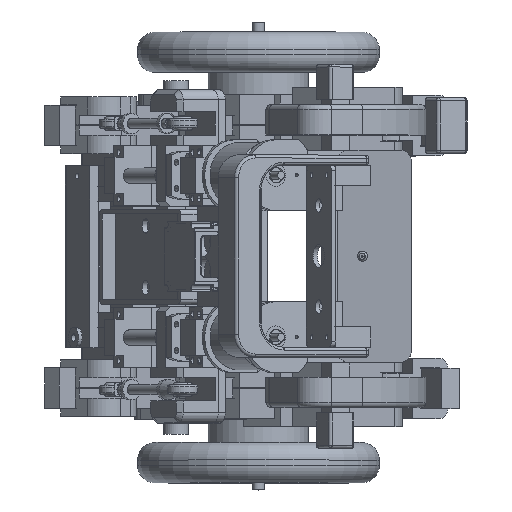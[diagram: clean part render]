
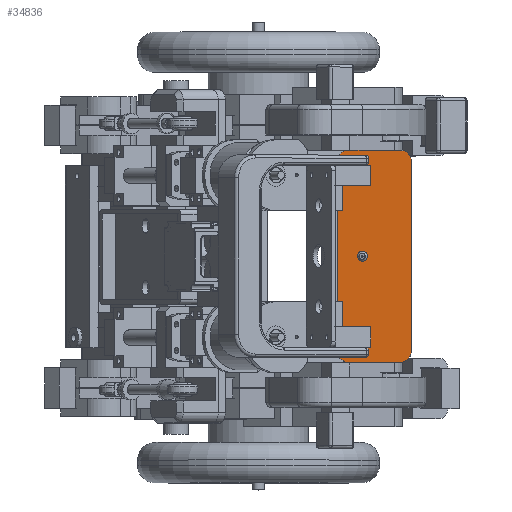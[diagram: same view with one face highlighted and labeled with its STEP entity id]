
A CAD part, top view. The second image highlights one B-rep face of the part: STEP entity #34836.
In plain terms, the highlighted planar face has unit normal (-0.087, 0, 0.996).
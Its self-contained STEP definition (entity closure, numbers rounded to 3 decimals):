
#1935=FACE_BOUND('',#8430,.T.);
#1936=FACE_BOUND('',#8431,.T.);
#1937=FACE_BOUND('',#8432,.T.);
#3483=CIRCLE('',#38515,11.5);
#3491=CIRCLE('',#38526,11.5);
#3492=CIRCLE('',#38529,11.5);
#3493=CIRCLE('',#38532,11.5);
#3494=CIRCLE('',#38534,5.);
#3495=CIRCLE('',#38535,5.);
#3496=CIRCLE('',#38536,5.);
#5680=FACE_OUTER_BOUND('',#8429,.T.);
#8429=EDGE_LOOP('',(#30376,#30377,#30378,#30379,#30380,#30381,#30382,#30383));
#8430=EDGE_LOOP('',(#30384));
#8431=EDGE_LOOP('',(#30385));
#8432=EDGE_LOOP('',(#30386));
#11214=LINE('',#58888,#14066);
#11220=LINE('',#58914,#14072);
#11223=LINE('',#58922,#14075);
#11225=LINE('',#58928,#14077);
#14066=VECTOR('',#47756,10.);
#14072=VECTOR('',#47782,10.);
#14075=VECTOR('',#47791,10.);
#14077=VECTOR('',#47799,10.);
#17180=VERTEX_POINT('',#58875);
#17181=VERTEX_POINT('',#58876);
#17185=VERTEX_POINT('',#58886);
#17194=VERTEX_POINT('',#58908);
#17195=VERTEX_POINT('',#58912);
#17196=VERTEX_POINT('',#58916);
#17197=VERTEX_POINT('',#58917);
#17198=VERTEX_POINT('',#58924);
#17199=VERTEX_POINT('',#58929);
#17200=VERTEX_POINT('',#58931);
#17201=VERTEX_POINT('',#58933);
#21645=EDGE_CURVE('',#17180,#17181,#3483,.T.);
#21651=EDGE_CURVE('',#17180,#17185,#11214,.F.);
#21661=EDGE_CURVE('',#17194,#17185,#3491,.T.);
#21664=EDGE_CURVE('',#17194,#17195,#11220,.F.);
#21665=EDGE_CURVE('',#17196,#17197,#3492,.T.);
#21668=EDGE_CURVE('',#17196,#17181,#11223,.F.);
#21670=EDGE_CURVE('',#17198,#17195,#3493,.T.);
#21671=EDGE_CURVE('',#17197,#17198,#11225,.T.);
#21672=EDGE_CURVE('',#17199,#17199,#3494,.T.);
#21673=EDGE_CURVE('',#17200,#17200,#3495,.T.);
#21674=EDGE_CURVE('',#17201,#17201,#3496,.T.);
#30376=ORIENTED_EDGE('',*,*,#21645,.F.);
#30377=ORIENTED_EDGE('',*,*,#21651,.T.);
#30378=ORIENTED_EDGE('',*,*,#21661,.F.);
#30379=ORIENTED_EDGE('',*,*,#21664,.T.);
#30380=ORIENTED_EDGE('',*,*,#21670,.F.);
#30381=ORIENTED_EDGE('',*,*,#21671,.F.);
#30382=ORIENTED_EDGE('',*,*,#21665,.F.);
#30383=ORIENTED_EDGE('',*,*,#21668,.T.);
#30384=ORIENTED_EDGE('',*,*,#21672,.F.);
#30385=ORIENTED_EDGE('',*,*,#21673,.F.);
#30386=ORIENTED_EDGE('',*,*,#21674,.F.);
#33058=PLANE('',#38533);
#34836=ADVANCED_FACE('',(#5680,#1935,#1936,#1937),#33058,.T.);
#38515=AXIS2_PLACEMENT_3D('',#58877,#47746,#47747);
#38526=AXIS2_PLACEMENT_3D('',#58909,#47776,#47777);
#38529=AXIS2_PLACEMENT_3D('',#58918,#47785,#47786);
#38532=AXIS2_PLACEMENT_3D('',#58926,#47795,#47796);
#38533=AXIS2_PLACEMENT_3D('',#58927,#47797,#47798);
#38534=AXIS2_PLACEMENT_3D('',#58930,#47800,#47801);
#38535=AXIS2_PLACEMENT_3D('',#58932,#47802,#47803);
#38536=AXIS2_PLACEMENT_3D('',#58934,#47804,#47805);
#47746=DIRECTION('center_axis',(0.087,0.,
-0.996));
#47747=DIRECTION('ref_axis',(-0.704,0.707,-0.062));
#47756=DIRECTION('',(0.,1.,0.));
#47776=DIRECTION('center_axis',(0.087,0.,
-0.996));
#47777=DIRECTION('ref_axis',(-0.704,-0.707,-0.062));
#47782=DIRECTION('',(-0.996,0.,-0.087));
#47785=DIRECTION('center_axis',(0.087,0.,
-0.996));
#47786=DIRECTION('ref_axis',(0.704,0.707,0.062));
#47791=DIRECTION('',(0.996,0.,0.087));
#47795=DIRECTION('center_axis',(0.087,0.,
-0.996));
#47796=DIRECTION('ref_axis',(0.704,-0.707,0.062));
#47797=DIRECTION('center_axis',(-0.087,0.,
0.996));
#47798=DIRECTION('ref_axis',(-0.996,0.,-0.087));
#47799=DIRECTION('',(0.,-1.,0.));
#47800=DIRECTION('center_axis',(-0.087,0.,
0.996));
#47801=DIRECTION('ref_axis',(0.996,0.,0.087));
#47802=DIRECTION('center_axis',(-0.087,0.,
0.996));
#47803=DIRECTION('ref_axis',(0.996,0.,0.087));
#47804=DIRECTION('center_axis',(-0.087,0.,
0.996));
#47805=DIRECTION('ref_axis',(0.996,0.,0.087));
#58875=CARTESIAN_POINT('',(168.496,298.5,672.589));
#58876=CARTESIAN_POINT('',(179.953,310.,673.591));
#58877=CARTESIAN_POINT('Origin',(179.953,298.5,673.591));
#58886=CARTESIAN_POINT('',(168.496,111.5,672.589));
#58888=CARTESIAN_POINT('',(168.496,250.,672.589));
#58908=CARTESIAN_POINT('',(179.953,100.,673.591));
#58909=CARTESIAN_POINT('Origin',(179.953,111.5,673.591));
#58912=CARTESIAN_POINT('',(230.196,100.,677.986));
#58914=CARTESIAN_POINT('',(194.646,100.,674.876));
#58916=CARTESIAN_POINT('',(230.196,310.,677.986));
#58917=CARTESIAN_POINT('',(241.652,298.5,678.989));
#58918=CARTESIAN_POINT('Origin',(230.196,298.5,677.986));
#58922=CARTESIAN_POINT('',(227.023,310.,677.709));
#58924=CARTESIAN_POINT('',(241.652,111.5,678.989));
#58926=CARTESIAN_POINT('Origin',(230.196,111.5,677.986));
#58927=CARTESIAN_POINT('Origin',(210.835,205.,676.293));
#58928=CARTESIAN_POINT('',(241.652,205.,678.989));
#58929=CARTESIAN_POINT('',(188.42,205.,674.332));
#58930=CARTESIAN_POINT('Origin',(193.401,205.,674.767));
#58931=CARTESIAN_POINT('',(188.42,130.,674.332));
#58932=CARTESIAN_POINT('Origin',(193.401,130.,674.767));
#58933=CARTESIAN_POINT('',(188.42,280.,674.332));
#58934=CARTESIAN_POINT('Origin',(193.401,280.,674.767));
